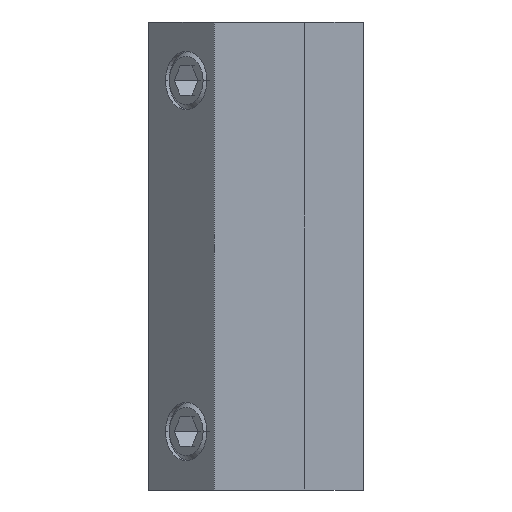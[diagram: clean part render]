
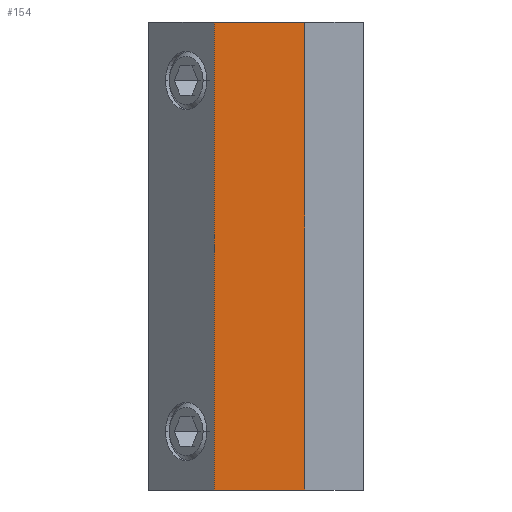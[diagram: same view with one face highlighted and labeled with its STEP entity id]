
A CAD part, left-side view. The second image highlights one B-rep face of the part: STEP entity #154.
In plain terms, the highlighted planar face has unit normal (-1, 0, 0).
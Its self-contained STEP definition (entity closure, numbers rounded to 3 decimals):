
#154=ADVANCED_FACE('',(#320),#321,.T.);
#320=FACE_OUTER_BOUND('',#500,.T.);
#321=PLANE('',#501);
#500=EDGE_LOOP('',(#1081,#1082,#1083,#1084));
#501=AXIS2_PLACEMENT_3D('',#1085,#1086,#1087);
#1081=ORIENTED_EDGE('',*,*,#1372,.T.);
#1082=ORIENTED_EDGE('',*,*,#1373,.F.);
#1083=ORIENTED_EDGE('',*,*,#1374,.F.);
#1084=ORIENTED_EDGE('',*,*,#1370,.T.);
#1085=CARTESIAN_POINT('',(-53.5,10.641,48.0));
#1086=DIRECTION('',(-1.0,0.0,0.));
#1087=DIRECTION('',(0.0,1.0,0.0));
#1370=EDGE_CURVE('',#1693,#1691,#1694,.T.);
#1372=EDGE_CURVE('',#1691,#1696,#1697,.T.);
#1373=EDGE_CURVE('',#1698,#1696,#1699,.T.);
#1374=EDGE_CURVE('',#1693,#1698,#1700,.T.);
#1691=VERTEX_POINT('',#2174);
#1693=VERTEX_POINT('',#2177);
#1694=LINE('',#2178,#2179);
#1696=VERTEX_POINT('',#2182);
#1697=LINE('',#2183,#2184);
#1698=VERTEX_POINT('',#2185);
#1699=LINE('',#2186,#2187);
#1700=LINE('',#2188,#2189);
#2174=CARTESIAN_POINT('',(-53.5,15.283,0.));
#2177=CARTESIAN_POINT('',(-53.5,15.283,48.0));
#2178=CARTESIAN_POINT('',(-53.5,15.283,48.0));
#2179=VECTOR('',#2506,1.0);
#2182=CARTESIAN_POINT('',(-53.5,6.0,0.));
#2183=CARTESIAN_POINT('',(-53.5,15.283,0.));
#2184=VECTOR('',#2508,1.0);
#2185=CARTESIAN_POINT('',(-53.5,6.0,48.0));
#2186=CARTESIAN_POINT('',(-53.5,6.0,48.0));
#2187=VECTOR('',#2509,1.0);
#2188=CARTESIAN_POINT('',(-53.5,15.283,48.0));
#2189=VECTOR('',#2510,1.0);
#2506=DIRECTION('',(0.,0.0,-1.0));
#2508=DIRECTION('',(0.0,-1.0,-0.0));
#2509=DIRECTION('',(0.,0.0,-1.0));
#2510=DIRECTION('',(0.0,-1.0,-0.0));
